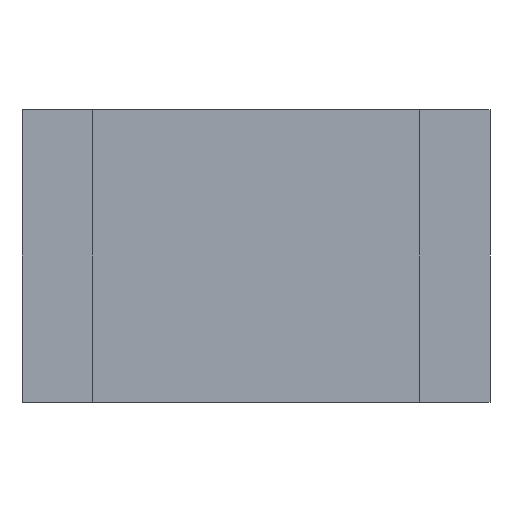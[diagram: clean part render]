
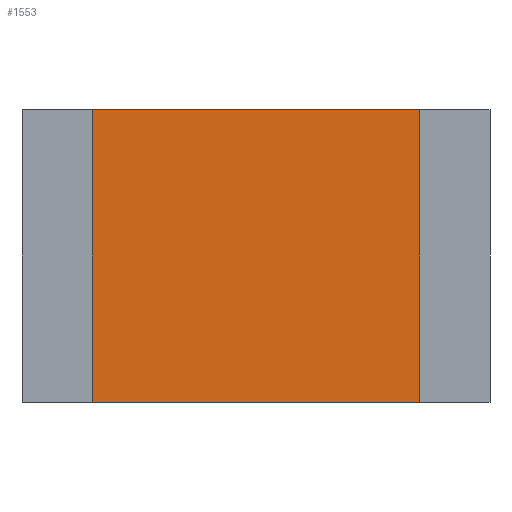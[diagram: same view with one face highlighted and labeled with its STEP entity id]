
A CAD part, front view. The second image highlights one B-rep face of the part: STEP entity #1553.
In plain terms, the highlighted planar face has unit normal (0, -1, 0).
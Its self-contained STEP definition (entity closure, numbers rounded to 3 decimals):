
#81 = ORIENTED_EDGE ( 'NONE', *, *, #5604, .T. ) ;
#195 = ORIENTED_EDGE ( 'NONE', *, *, #825, .F. ) ;
#212 = LINE ( 'NONE', #5566, #4367 ) ;
#325 = CARTESIAN_POINT ( 'NONE',  ( -0.7, 0.013, -0.625 ) ) ;
#825 = EDGE_CURVE ( 'NONE', #1032, #5984, #5532, .T. ) ;
#1032 = VERTEX_POINT ( 'NONE', #2813 ) ;
#1213 = EDGE_CURVE ( 'NONE', #1032, #1837, #1636, .T. ) ;
#1235 = CARTESIAN_POINT ( 'NONE',  ( 0.7, 0.012, 0.625 ) ) ;
#1361 = CARTESIAN_POINT ( 'NONE',  ( -0.7, 0.013, -0.625 ) ) ;
#1553 = ADVANCED_FACE ( 'NONE', ( #3601 ), #5198, .F. ) ;
#1636 = LINE ( 'NONE', #2909, #6509 ) ;
#1837 = VERTEX_POINT ( 'NONE', #1235 ) ;
#1894 = DIRECTION ( 'NONE',  ( -1., 0., 0. ) ) ;
#2529 = EDGE_CURVE ( 'NONE', #5984, #5127, #3391, .T. ) ;
#2760 = DIRECTION ( 'NONE',  ( -1., 0., 0. ) ) ;
#2813 = CARTESIAN_POINT ( 'NONE',  ( 0.7, 0.012, -0.625 ) ) ;
#2899 = VECTOR ( 'NONE', #4435, 1000. ) ;
#2909 = CARTESIAN_POINT ( 'NONE',  ( 0.7, 0.012, -0.625 ) ) ;
#2996 = CARTESIAN_POINT ( 'NONE',  ( -0.7, 0.013, 0.625 ) ) ;
#3094 = DIRECTION ( 'NONE',  ( -1., 0., 0. ) ) ;
#3314 = CARTESIAN_POINT ( 'NONE',  ( -0.7, 0.013, -0.625 ) ) ;
#3391 = LINE ( 'NONE', #1361, #2899 ) ;
#3431 = DIRECTION ( 'NONE',  ( 0., 0., 1. ) ) ;
#3601 = FACE_OUTER_BOUND ( 'NONE', #6068, .T. ) ;
#3956 = DIRECTION ( 'NONE',  ( 0., 1., 0. ) ) ;
#4180 = VECTOR ( 'NONE', #2760, 1000. ) ;
#4367 = VECTOR ( 'NONE', #3094, 1000. ) ;
#4435 = DIRECTION ( 'NONE',  ( 0., 0., 1. ) ) ;
#4543 = ORIENTED_EDGE ( 'NONE', *, *, #2529, .F. ) ;
#4767 = ORIENTED_EDGE ( 'NONE', *, *, #1213, .T. ) ;
#5127 = VERTEX_POINT ( 'NONE', #2996 ) ;
#5198 = PLANE ( 'NONE',  #5564 ) ;
#5532 = LINE ( 'NONE', #3314, #4180 ) ;
#5564 = AXIS2_PLACEMENT_3D ( 'NONE', #6523, #3956, #1894 ) ;
#5566 = CARTESIAN_POINT ( 'NONE',  ( -0.7, 0.013, 0.625 ) ) ;
#5604 = EDGE_CURVE ( 'NONE', #1837, #5127, #212, .T. ) ;
#5984 = VERTEX_POINT ( 'NONE', #325 ) ;
#6068 = EDGE_LOOP ( 'NONE', ( #81, #4543, #195, #4767 ) ) ;
#6509 = VECTOR ( 'NONE', #3431, 1000. ) ;
#6523 = CARTESIAN_POINT ( 'NONE',  ( -0.7, 0.013, -0.625 ) ) ;
